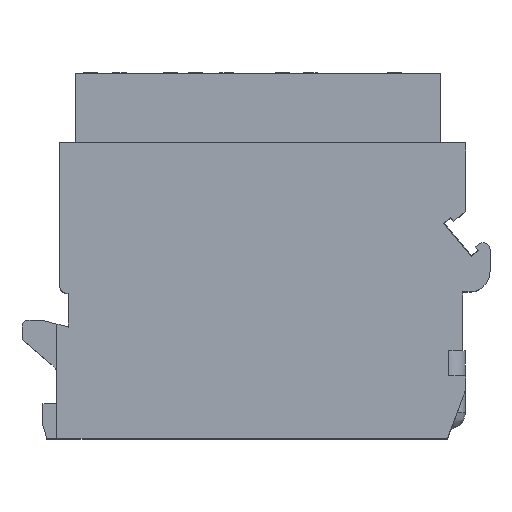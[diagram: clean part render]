
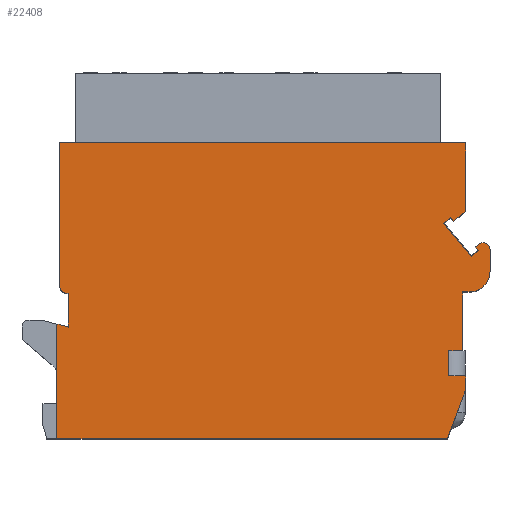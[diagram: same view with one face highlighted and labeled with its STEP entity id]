
A CAD part, top view. The second image highlights one B-rep face of the part: STEP entity #22408.
In plain terms, the highlighted planar face has unit normal (0, 0, 1).
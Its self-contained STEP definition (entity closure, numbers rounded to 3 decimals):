
#1126=DIRECTION('',(-0.766,-0.643,0.));
#1127=VECTOR('',#1126,0.65);
#1128=CARTESIAN_POINT('',(16.17,13.449,14.));
#1129=LINE('',#1128,#1127);
#1134=DIRECTION('',(0.643,-0.766,0.));
#1135=VECTOR('',#1134,3.1);
#1136=CARTESIAN_POINT('',(13.68,15.406,14.));
#1137=LINE('',#1136,#1135);
#1138=DIRECTION('',(0.766,0.643,0.));
#1139=VECTOR('',#1138,0.305);
#1140=CARTESIAN_POINT('',(15.945,13.717,14.));
#1141=LINE('',#1140,#1139);
#1142=CARTESIAN_POINT('',(16.5,13.53,14.));
#1143=DIRECTION('',(0.,0.,1.));
#1144=DIRECTION('',(1.,0.,0.));
#1145=AXIS2_PLACEMENT_3D('',#1142,#1143,#1144);
#1147=DIRECTION('',(0.,1.,0.));
#1148=VECTOR('',#1147,1.53);
#1149=CARTESIAN_POINT('',(17.,12.,14.));
#1150=LINE('',#1149,#1148);
#1151=DIRECTION('',(-1.,0.,0.));
#1152=VECTOR('',#1151,0.45);
#1153=CARTESIAN_POINT('',(15.5,10.5,14.));
#1154=LINE('',#1153,#1152);
#1155=DIRECTION('',(0.,-1.,0.));
#1156=VECTOR('',#1155,4.2);
#1157=CARTESIAN_POINT('',(15.05,10.5,14.));
#1158=LINE('',#1157,#1156);
#1159=DIRECTION('',(-1.,0.,0.));
#1160=VECTOR('',#1159,1.);
#1161=CARTESIAN_POINT('',(15.05,6.3,14.));
#1162=LINE('',#1161,#1160);
#1163=DIRECTION('',(0.,-1.,0.));
#1164=VECTOR('',#1163,1.8);
#1165=CARTESIAN_POINT('',(14.05,6.3,14.));
#1166=LINE('',#1165,#1164);
#1167=DIRECTION('',(1.,0.,0.));
#1168=VECTOR('',#1167,1.2);
#1169=CARTESIAN_POINT('',(14.05,4.5,14.));
#1170=LINE('',#1169,#1168);
#1171=DIRECTION('',(0.,-1.,0.));
#1172=VECTOR('',#1171,1.);
#1173=CARTESIAN_POINT('',(15.25,4.5,14.));
#1174=LINE('',#1173,#1172);
#1175=DIRECTION('',(-0.348,-0.937,0.));
#1176=VECTOR('',#1175,3.734);
#1177=CARTESIAN_POINT('',(15.25,3.5,14.));
#1178=LINE('',#1177,#1176);
#1179=DIRECTION('',(1.,0.,0.));
#1180=VECTOR('',#1179,27.9);
#1181=CARTESIAN_POINT('',(-13.95,0.,14.));
#1182=LINE('',#1181,#1180);
#1183=DIRECTION('',(0.966,-0.259,0.));
#1184=VECTOR('',#1183,0.828);
#1185=CARTESIAN_POINT('',(-13.95,8.205,14.));
#1186=LINE('',#1185,#1184);
#1187=DIRECTION('',(0.,1.,0.));
#1188=VECTOR('',#1187,2.409);
#1189=CARTESIAN_POINT('',(-13.15,7.991,14.));
#1190=LINE('',#1189,#1188);
#1191=DIRECTION('',(-1.,0.,0.));
#1192=VECTOR('',#1191,0.1);
#1193=CARTESIAN_POINT('',(-13.15,10.4,14.));
#1194=LINE('',#1193,#1192);
#1195=DIRECTION('',(0.,1.,0.));
#1196=VECTOR('',#1195,10.25);
#1197=CARTESIAN_POINT('',(-13.75,10.9,14.));
#1198=LINE('',#1197,#1196);
#1199=DIRECTION('',(-1.,0.,0.));
#1200=VECTOR('',#1199,29.);
#1201=CARTESIAN_POINT('',(15.25,21.15,14.));
#1202=LINE('',#1201,#1200);
#1203=DIRECTION('',(0.,-1.,0.));
#1204=VECTOR('',#1203,4.883);
#1205=CARTESIAN_POINT('',(15.25,21.15,14.));
#1206=LINE('',#1205,#1204);
#1207=DIRECTION('',(-0.766,-0.643,0.));
#1208=VECTOR('',#1207,1.106);
#1209=CARTESIAN_POINT('',(15.25,16.267,14.));
#1210=LINE('',#1209,#1208);
#1219=DIRECTION('',(0.766,0.643,0.));
#1220=VECTOR('',#1219,0.65);
#1221=CARTESIAN_POINT('',(13.68,15.406,14.));
#1222=LINE('',#1221,#1220);
#1239=DIRECTION('',(0.643,-0.766,0.));
#1240=VECTOR('',#1239,0.35);
#1241=CARTESIAN_POINT('',(14.177,15.824,14.));
#1242=LINE('',#1241,#1240);
#1255=DIRECTION('',(0.643,-0.766,0.));
#1256=VECTOR('',#1255,0.35);
#1257=CARTESIAN_POINT('',(15.945,13.717,14.));
#1258=LINE('',#1257,#1256);
#1288=CARTESIAN_POINT('',(15.5,12.,14.));
#1289=DIRECTION('',(0.,0.,1.));
#1290=DIRECTION('',(0.,-1.,0.));
#1291=AXIS2_PLACEMENT_3D('',#1288,#1289,#1290);
#1473=DIRECTION('',(0.,-1.,0.));
#1474=VECTOR('',#1473,8.205);
#1475=CARTESIAN_POINT('',(-13.95,8.205,14.));
#1476=LINE('',#1475,#1474);
#1575=CARTESIAN_POINT('',(-13.25,10.9,14.));
#1576=DIRECTION('',(0.,0.,1.));
#1577=DIRECTION('',(-1.,0.,0.));
#1578=AXIS2_PLACEMENT_3D('',#1575,#1576,#1577);
#17218=CARTESIAN_POINT('',(-13.15,7.991,14.));
#17219=CARTESIAN_POINT('',(-13.15,10.4,14.));
#17220=VERTEX_POINT('',#17218);
#17221=VERTEX_POINT('',#17219);
#17223=CARTESIAN_POINT('',(-13.75,10.9,14.));
#17225=VERTEX_POINT('',#17223);
#17226=CARTESIAN_POINT('',(-13.25,10.4,14.));
#17227=VERTEX_POINT('',#17226);
#17232=CARTESIAN_POINT('',(-13.75,21.15,14.));
#17233=VERTEX_POINT('',#17232);
#17239=CARTESIAN_POINT('',(-13.95,0.,14.));
#17241=VERTEX_POINT('',#17239);
#17267=CARTESIAN_POINT('',(-13.95,8.205,14.));
#17269=VERTEX_POINT('',#17267);
#17298=CARTESIAN_POINT('',(15.25,16.267,14.));
#17299=CARTESIAN_POINT('',(14.402,15.556,14.));
#17300=VERTEX_POINT('',#17298);
#17301=VERTEX_POINT('',#17299);
#17302=CARTESIAN_POINT('',(15.25,3.5,14.));
#17303=CARTESIAN_POINT('',(13.95,0.,14.));
#17304=VERTEX_POINT('',#17302);
#17305=VERTEX_POINT('',#17303);
#17308=CARTESIAN_POINT('',(15.25,21.15,14.));
#17309=VERTEX_POINT('',#17308);
#17310=CARTESIAN_POINT('',(15.945,13.717,14.));
#17312=VERTEX_POINT('',#17310);
#17314=CARTESIAN_POINT('',(15.05,10.5,14.));
#17316=VERTEX_POINT('',#17314);
#17329=CARTESIAN_POINT('',(15.05,6.3,14.));
#17330=CARTESIAN_POINT('',(14.05,6.3,14.));
#17331=VERTEX_POINT('',#17329);
#17332=VERTEX_POINT('',#17330);
#17333=CARTESIAN_POINT('',(14.05,4.5,14.));
#17334=VERTEX_POINT('',#17333);
#17335=CARTESIAN_POINT('',(15.25,4.5,14.));
#17336=VERTEX_POINT('',#17335);
#17351=CARTESIAN_POINT('',(17.,12.,14.));
#17353=VERTEX_POINT('',#17351);
#17357=CARTESIAN_POINT('',(15.5,10.5,14.));
#17358=VERTEX_POINT('',#17357);
#17361=CARTESIAN_POINT('',(17.,13.53,14.));
#17362=VERTEX_POINT('',#17361);
#17363=CARTESIAN_POINT('',(16.179,13.913,14.));
#17364=VERTEX_POINT('',#17363);
#17520=CARTESIAN_POINT('',(16.17,13.449,14.));
#17522=VERTEX_POINT('',#17520);
#17525=CARTESIAN_POINT('',(14.177,15.824,14.));
#17527=VERTEX_POINT('',#17525);
#17539=CARTESIAN_POINT('',(13.68,15.406,14.));
#17540=CARTESIAN_POINT('',(15.672,13.031,14.));
#17541=VERTEX_POINT('',#17539);
#17542=VERTEX_POINT('',#17540);
#22351=CARTESIAN_POINT('',(0.,0.,14.));
#22352=DIRECTION('',(0.,0.,1.));
#22353=DIRECTION('',(1.,0.,0.));
#22354=AXIS2_PLACEMENT_3D('',#22351,#22352,#22353);
#22355=PLANE('',#22354);
#22357=ORIENTED_EDGE('',*,*,#22356,.T.);
#22358=ORIENTED_EDGE('',*,*,#22341,.F.);
#22360=ORIENTED_EDGE('',*,*,#22359,.F.);
#22362=ORIENTED_EDGE('',*,*,#22361,.T.);
#22364=ORIENTED_EDGE('',*,*,#22363,.F.);
#22366=ORIENTED_EDGE('',*,*,#22365,.F.);
#22368=ORIENTED_EDGE('',*,*,#22367,.F.);
#22370=ORIENTED_EDGE('',*,*,#22369,.T.);
#22372=ORIENTED_EDGE('',*,*,#22371,.T.);
#22374=ORIENTED_EDGE('',*,*,#22373,.T.);
#22376=ORIENTED_EDGE('',*,*,#22375,.T.);
#22378=ORIENTED_EDGE('',*,*,#22377,.T.);
#22380=ORIENTED_EDGE('',*,*,#22379,.T.);
#22382=ORIENTED_EDGE('',*,*,#22381,.T.);
#22384=ORIENTED_EDGE('',*,*,#22383,.F.);
#22386=ORIENTED_EDGE('',*,*,#22385,.F.);
#22388=ORIENTED_EDGE('',*,*,#22387,.T.);
#22390=ORIENTED_EDGE('',*,*,#22389,.T.);
#22392=ORIENTED_EDGE('',*,*,#22391,.T.);
#22394=ORIENTED_EDGE('',*,*,#22393,.F.);
#22396=ORIENTED_EDGE('',*,*,#22395,.T.);
#22397=ORIENTED_EDGE('',*,*,#22232,.F.);
#22399=ORIENTED_EDGE('',*,*,#22398,.T.);
#22401=ORIENTED_EDGE('',*,*,#22400,.T.);
#22403=ORIENTED_EDGE('',*,*,#22402,.F.);
#22405=ORIENTED_EDGE('',*,*,#22404,.F.);
#22406=EDGE_LOOP('',(#22357,#22358,#22360,#22362,#22364,#22366,#22368,#22370,
#22372,#22374,#22376,#22378,#22380,#22382,#22384,#22386,#22388,#22390,#22392,
#22394,#22396,#22397,#22399,#22401,#22403,#22405));
#22407=FACE_OUTER_BOUND('',#22406,.F.);
#22408=ADVANCED_FACE('',(#22407),#22355,.T.);
#1146=CIRCLE('',#1145,0.5);
#1292=CIRCLE('',#1291,1.5);
#1579=CIRCLE('',#1578,0.5);
#22232=EDGE_CURVE('',#17309,#17233,#1202,.T.);
#22341=EDGE_CURVE('',#17522,#17542,#1129,.T.);
#22356=EDGE_CURVE('',#17541,#17542,#1137,.T.);
#22359=EDGE_CURVE('',#17312,#17522,#1258,.T.);
#22361=EDGE_CURVE('',#17312,#17364,#1141,.T.);
#22363=EDGE_CURVE('',#17362,#17364,#1146,.T.);
#22365=EDGE_CURVE('',#17353,#17362,#1150,.T.);
#22367=EDGE_CURVE('',#17358,#17353,#1292,.T.);
#22369=EDGE_CURVE('',#17358,#17316,#1154,.T.);
#22371=EDGE_CURVE('',#17316,#17331,#1158,.T.);
#22373=EDGE_CURVE('',#17331,#17332,#1162,.T.);
#22375=EDGE_CURVE('',#17332,#17334,#1166,.T.);
#22377=EDGE_CURVE('',#17334,#17336,#1170,.T.);
#22379=EDGE_CURVE('',#17336,#17304,#1174,.T.);
#22381=EDGE_CURVE('',#17304,#17305,#1178,.T.);
#22383=EDGE_CURVE('',#17241,#17305,#1182,.T.);
#22385=EDGE_CURVE('',#17269,#17241,#1476,.T.);
#22387=EDGE_CURVE('',#17269,#17220,#1186,.T.);
#22389=EDGE_CURVE('',#17220,#17221,#1190,.T.);
#22391=EDGE_CURVE('',#17221,#17227,#1194,.T.);
#22393=EDGE_CURVE('',#17225,#17227,#1579,.T.);
#22395=EDGE_CURVE('',#17225,#17233,#1198,.T.);
#22398=EDGE_CURVE('',#17309,#17300,#1206,.T.);
#22400=EDGE_CURVE('',#17300,#17301,#1210,.T.);
#22402=EDGE_CURVE('',#17527,#17301,#1242,.T.);
#22404=EDGE_CURVE('',#17541,#17527,#1222,.T.);
